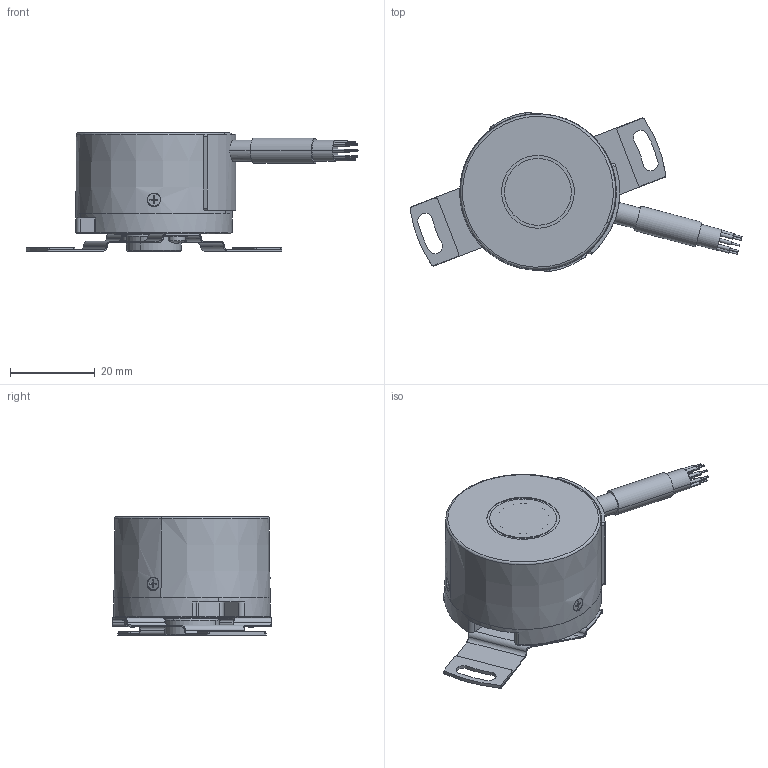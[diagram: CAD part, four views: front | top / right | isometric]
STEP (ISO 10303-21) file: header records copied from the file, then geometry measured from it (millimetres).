
FILE_DESCRIPTION(('CoCreate Modeling STEP Export'),'2;1');
FILE_NAME('2023-07-14_ASSY_PCD55_solidify.stp','2023-07-14T11:21:02',(''),(''),'CoCreate Modeling STEP processor for AP214 (Solid Model)','CoCreate Modeling 17.0B 09-Oct-2010 (C) Parametric Technology GmbH','');
FILE_SCHEMA(('AUTOMOTIVE_DESIGN { 1 0 10303 214 1 1 1 1 }'));
Length unit declared in the file: millimetre
Products named in the file (2): PCD55_Solidify
Assembly tree (1 placements, depth 2):
  PCD55_Solidify
    PCD55_Solidify
Bounding box: 78.49 x 37.81 x 28 mm (x, y, z)
Volume: 25873.5 mm3; surface area: 9467.9 mm2
Topology: 1 solids, 8 shells, 369 faces, 911 edges, 587 vertices
Faces by surface type: cylinder 164, plane 158, cone 28, bspline 11, torus 4, sphere 4
Full cylindrical faces by diameter (mm): 4 x1
Entity records: 13377 total; most frequent: CARTESIAN_POINT 4993, ORIENTED_EDGE 1822, DIRECTION 1600, EDGE_CURVE 911, AXIS2_PLACEMENT_3D 601, VERTEX_POINT 587, EDGE_LOOP 420, VECTOR 398
